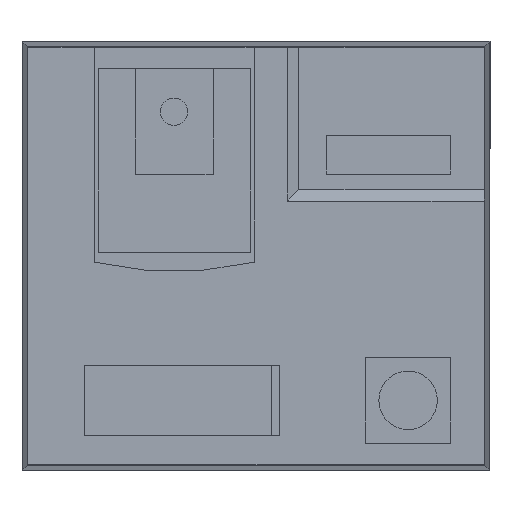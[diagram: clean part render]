
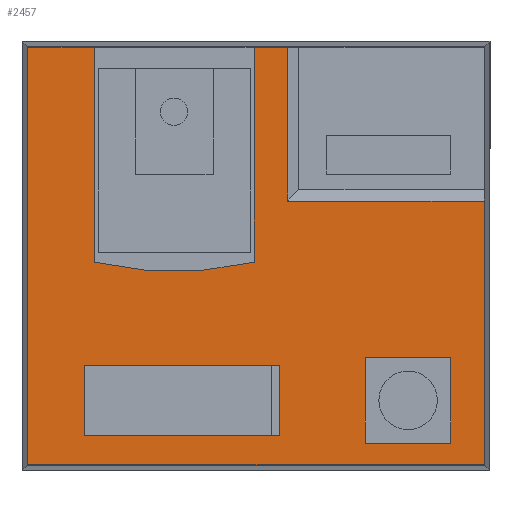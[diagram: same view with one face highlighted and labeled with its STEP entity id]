
A CAD part, front view. The second image highlights one B-rep face of the part: STEP entity #2457.
In plain terms, the highlighted planar face has unit normal (0, -1, 0).
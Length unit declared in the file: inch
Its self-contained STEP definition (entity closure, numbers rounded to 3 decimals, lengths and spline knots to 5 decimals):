
#13 = FACE_BOUND ( 'NONE', #2154, .T. ) ;
#16 = CARTESIAN_POINT ( 'NONE',  ( -0.415, -1.6, -0.01579 ) ) ;
#19 = ORIENTED_EDGE ( 'NONE', *, *, #3432, .T. ) ;
#28 = ORIENTED_EDGE ( 'NONE', *, *, #2139, .T. ) ;
#58 = CARTESIAN_POINT ( 'NONE',  ( -0.005, -1.6, 0.53502 ) ) ;
#88 = EDGE_CURVE ( 'NONE', #2302, #4650, #4698, .T. ) ;
#114 = VECTOR ( 'NONE', #4709, 39.37008 ) ;
#123 = VECTOR ( 'NONE', #349, 39.37008 ) ;
#144 = ORIENTED_EDGE ( 'NONE', *, *, #990, .F. ) ;
#195 = CARTESIAN_POINT ( 'NONE',  ( 0., -1.6, -0.48 ) ) ;
#256 = LINE ( 'NONE', #2613, #2203 ) ;
#271 = CARTESIAN_POINT ( 'NONE',  ( 0.28, -1.6, -0.48 ) ) ;
#300 = DIRECTION ( 'NONE',  ( 0., 0., -1. ) ) ;
#315 = DIRECTION ( 'NONE',  ( 0., 1., 0. ) ) ;
#349 = DIRECTION ( 'NONE',  ( 1., 0., 0. ) ) ;
#395 = ORIENTED_EDGE ( 'NONE', *, *, #88, .T. ) ;
#399 = FACE_OUTER_BOUND ( 'NONE', #2522, .T. ) ;
#404 = LINE ( 'NONE', #2688, #3455 ) ;
#471 = CARTESIAN_POINT ( 'NONE',  ( 0.58502, -1.6, 0.14094 ) ) ;
#543 = CARTESIAN_POINT ( 'NONE',  ( 0.58502, -1.6, -0.53502 ) ) ;
#582 = AXIS2_PLACEMENT_3D ( 'NONE', #2590, #315, #2943 ) ;
#586 = LINE ( 'NONE', #3517, #1500 ) ;
#593 = VECTOR ( 'NONE', #2704, 39.37008 ) ;
#623 = ORIENTED_EDGE ( 'NONE', *, *, #956, .T. ) ;
#628 = CARTESIAN_POINT ( 'NONE',  ( 0.5, -1.6, -0.48 ) ) ;
#635 = VERTEX_POINT ( 'NONE', #4453 ) ;
#690 = ORIENTED_EDGE ( 'NONE', *, *, #2166, .T. ) ;
#743 = ORIENTED_EDGE ( 'NONE', *, *, #3397, .F. ) ;
#806 = DIRECTION ( 'NONE',  ( 0., 0., -1. ) ) ;
#824 = VERTEX_POINT ( 'NONE', #4139 ) ;
#877 = CARTESIAN_POINT ( 'NONE',  ( 0.5, -1.6, 0. ) ) ;
#891 = DIRECTION ( 'NONE',  ( -1., 0., 0. ) ) ;
#934 = VERTEX_POINT ( 'NONE', #4247 ) ;
#956 = EDGE_CURVE ( 'NONE', #2003, #1979, #404, .T. ) ;
#990 = EDGE_CURVE ( 'NONE', #2093, #1979, #3912, .T. ) ;
#1040 = CARTESIAN_POINT ( 'NONE',  ( 0.28, -1.6, -0.26 ) ) ;
#1076 = VECTOR ( 'NONE', #1631, 39.37008 ) ;
#1097 = VECTOR ( 'NONE', #4739, 39.37008 ) ;
#1117 = CARTESIAN_POINT ( 'NONE',  ( 0., -1.6, -0.28 ) ) ;
#1120 = DIRECTION ( 'NONE',  ( 0., 0., 1. ) ) ;
#1124 = ORIENTED_EDGE ( 'NONE', *, *, #3652, .T. ) ;
#1153 = LINE ( 'NONE', #4484, #3784 ) ;
#1163 = CARTESIAN_POINT ( 'NONE',  ( -0.58502, -1.6, 0.53502 ) ) ;
#1174 = EDGE_CURVE ( 'NONE', #1227, #2788, #586, .T. ) ;
#1211 = PLANE ( 'NONE',  #2961 ) ;
#1227 = VERTEX_POINT ( 'NONE', #1570 ) ;
#1248 = DIRECTION ( 'NONE',  ( -1., 0., 0. ) ) ;
#1278 = ORIENTED_EDGE ( 'NONE', *, *, #2300, .F. ) ;
#1326 = VECTOR ( 'NONE', #1852, 39.37008 ) ;
#1346 = CARTESIAN_POINT ( 'NONE',  ( -0.58502, -1.6, -0.55 ) ) ;
#1500 = VECTOR ( 'NONE', #806, 39.37008 ) ;
#1532 = CARTESIAN_POINT ( 'NONE',  ( -0.005, -1.6, -0.01579 ) ) ;
#1570 = CARTESIAN_POINT ( 'NONE',  ( 0.06, -1.6, -0.28 ) ) ;
#1579 = ORIENTED_EDGE ( 'NONE', *, *, #1901, .T. ) ;
#1611 = LINE ( 'NONE', #2307, #1097 ) ;
#1631 = DIRECTION ( 'NONE',  ( 0., 0., 1. ) ) ;
#1706 = EDGE_CURVE ( 'NONE', #2093, #4274, #1153, .T. ) ;
#1711 = VERTEX_POINT ( 'NONE', #3640 ) ;
#1751 = LINE ( 'NONE', #4519, #1076 ) ;
#1771 = VERTEX_POINT ( 'NONE', #543 ) ;
#1852 = DIRECTION ( 'NONE',  ( -1., 0., 0. ) ) ;
#1867 = EDGE_CURVE ( 'NONE', #4274, #4691, #5001, .T. ) ;
#1901 = EDGE_CURVE ( 'NONE', #934, #2102, #256, .T. ) ;
#1908 = LINE ( 'NONE', #3749, #1326 ) ;
#1955 = CARTESIAN_POINT ( 'NONE',  ( 0., -1.6, 0. ) ) ;
#1979 = VERTEX_POINT ( 'NONE', #3410 ) ;
#2003 = VERTEX_POINT ( 'NONE', #3895 ) ;
#2093 = VERTEX_POINT ( 'NONE', #58 ) ;
#2102 = VERTEX_POINT ( 'NONE', #3123 ) ;
#2139 = EDGE_CURVE ( 'NONE', #4691, #824, #1751, .T. ) ;
#2154 = EDGE_LOOP ( 'NONE', ( #19, #1124, #690, #395 ) ) ;
#2166 = EDGE_CURVE ( 'NONE', #4949, #2302, #4761, .T. ) ;
#2203 = VECTOR ( 'NONE', #3382, 39.37008 ) ;
#2265 = ORIENTED_EDGE ( 'NONE', *, *, #3934, .T. ) ;
#2300 = EDGE_CURVE ( 'NONE', #4675, #824, #4547, .T. ) ;
#2302 = VERTEX_POINT ( 'NONE', #271 ) ;
#2307 = CARTESIAN_POINT ( 'NONE',  ( 0., -1.6, 0.14094 ) ) ;
#2320 = CARTESIAN_POINT ( 'NONE',  ( 0.58502, -1.6, 0. ) ) ;
#2326 = VECTOR ( 'NONE', #4522, 39.37008 ) ;
#2346 = EDGE_CURVE ( 'NONE', #2899, #1771, #4185, .T. ) ;
#2457 = ADVANCED_FACE ( 'FACE157', ( #3108, #13, #399 ), #1211, .T. ) ;
#2485 = LINE ( 'NONE', #4386, #4451 ) ;
#2522 = EDGE_LOOP ( 'NONE', ( #623, #144, #2701, #4601, #28, #1278, #743, #3365, #3097, #2265 ) ) ;
#2590 = CARTESIAN_POINT ( 'NONE',  ( -0.21, -1.6, 0.84 ) ) ;
#2613 = CARTESIAN_POINT ( 'NONE',  ( -0.44, -1.6, 0. ) ) ;
#2661 = CARTESIAN_POINT ( 'NONE',  ( 0., -1.6, -0.26 ) ) ;
#2688 = CARTESIAN_POINT ( 'NONE',  ( 0.08094, -1.6, 0. ) ) ;
#2701 = ORIENTED_EDGE ( 'NONE', *, *, #1706, .T. ) ;
#2704 = DIRECTION ( 'NONE',  ( 1., 0., 0. ) ) ;
#2780 = DIRECTION ( 'NONE',  ( 1., 0., 0. ) ) ;
#2788 = VERTEX_POINT ( 'NONE', #3799 ) ;
#2793 = DIRECTION ( 'NONE',  ( 0., 0., 1. ) ) ;
#2899 = VERTEX_POINT ( 'NONE', #471 ) ;
#2943 = DIRECTION ( 'NONE',  ( -1., 0., 0. ) ) ;
#2961 = AXIS2_PLACEMENT_3D ( 'NONE', #1955, #4706, #2780 ) ;
#3055 = EDGE_CURVE ( 'NONE', #2788, #934, #1908, .T. ) ;
#3097 = ORIENTED_EDGE ( 'NONE', *, *, #2346, .F. ) ;
#3108 = FACE_BOUND ( 'NONE', #3796, .T. ) ;
#3123 = CARTESIAN_POINT ( 'NONE',  ( -0.44, -1.6, -0.28 ) ) ;
#3254 = LINE ( 'NONE', #877, #5027 ) ;
#3261 = ORIENTED_EDGE ( 'NONE', *, *, #4658, .T. ) ;
#3365 = ORIENTED_EDGE ( 'NONE', *, *, #3968, .F. ) ;
#3369 = VECTOR ( 'NONE', #1248, 39.37008 ) ;
#3382 = DIRECTION ( 'NONE',  ( 0., 0., 1. ) ) ;
#3395 = CARTESIAN_POINT ( 'NONE',  ( -0.6, -1.6, 0.53502 ) ) ;
#3397 = EDGE_CURVE ( 'NONE', #1711, #4675, #4858, .T. ) ;
#3410 = CARTESIAN_POINT ( 'NONE',  ( 0.08094, -1.6, 0.53502 ) ) ;
#3432 = EDGE_CURVE ( 'NONE', #4650, #635, #5063, .T. ) ;
#3444 = LINE ( 'NONE', #1117, #4596 ) ;
#3455 = VECTOR ( 'NONE', #1120, 39.37008 ) ;
#3480 = ORIENTED_EDGE ( 'NONE', *, *, #3055, .T. ) ;
#3517 = CARTESIAN_POINT ( 'NONE',  ( 0.06, -1.6, 0. ) ) ;
#3640 = CARTESIAN_POINT ( 'NONE',  ( -0.58502, -1.6, -0.53502 ) ) ;
#3652 = EDGE_CURVE ( 'NONE', #635, #4949, #3254, .T. ) ;
#3686 = DIRECTION ( 'NONE',  ( 0., 0., -1. ) ) ;
#3749 = CARTESIAN_POINT ( 'NONE',  ( 0., -1.6, -0.46 ) ) ;
#3784 = VECTOR ( 'NONE', #4460, 39.37008 ) ;
#3796 = EDGE_LOOP ( 'NONE', ( #3261, #4419, #3480, #1579 ) ) ;
#3799 = CARTESIAN_POINT ( 'NONE',  ( 0.06, -1.6, -0.46 ) ) ;
#3859 = CARTESIAN_POINT ( 'NONE',  ( -0.6, -1.6, 0.53502 ) ) ;
#3862 = VECTOR ( 'NONE', #300, 39.37008 ) ;
#3872 = CARTESIAN_POINT ( 'NONE',  ( 0.28, -1.6, 0. ) ) ;
#3895 = CARTESIAN_POINT ( 'NONE',  ( 0.08094, -1.6, 0.14094 ) ) ;
#3912 = LINE ( 'NONE', #3859, #114 ) ;
#3934 = EDGE_CURVE ( 'NONE', #2899, #2003, #1611, .T. ) ;
#3968 = EDGE_CURVE ( 'NONE', #1771, #1711, #2485, .T. ) ;
#4139 = CARTESIAN_POINT ( 'NONE',  ( -0.415, -1.6, 0.53502 ) ) ;
#4185 = LINE ( 'NONE', #2320, #3862 ) ;
#4247 = CARTESIAN_POINT ( 'NONE',  ( -0.44, -1.6, -0.46 ) ) ;
#4274 = VERTEX_POINT ( 'NONE', #1532 ) ;
#4386 = CARTESIAN_POINT ( 'NONE',  ( 0.6, -1.6, -0.53502 ) ) ;
#4419 = ORIENTED_EDGE ( 'NONE', *, *, #1174, .T. ) ;
#4451 = VECTOR ( 'NONE', #891, 39.37008 ) ;
#4453 = CARTESIAN_POINT ( 'NONE',  ( 0.5, -1.6, -0.26 ) ) ;
#4460 = DIRECTION ( 'NONE',  ( 0., 0., -1. ) ) ;
#4484 = CARTESIAN_POINT ( 'NONE',  ( -0.005, -1.6, 0. ) ) ;
#4519 = CARTESIAN_POINT ( 'NONE',  ( -0.415, -1.6, 0. ) ) ;
#4522 = DIRECTION ( 'NONE',  ( 0., 0., 1. ) ) ;
#4547 = LINE ( 'NONE', #3395, #593 ) ;
#4596 = VECTOR ( 'NONE', #4708, 39.37008 ) ;
#4601 = ORIENTED_EDGE ( 'NONE', *, *, #1867, .T. ) ;
#4615 = VECTOR ( 'NONE', #2793, 39.37008 ) ;
#4650 = VERTEX_POINT ( 'NONE', #1040 ) ;
#4658 = EDGE_CURVE ( 'NONE', #2102, #1227, #3444, .T. ) ;
#4675 = VERTEX_POINT ( 'NONE', #1163 ) ;
#4691 = VERTEX_POINT ( 'NONE', #16 ) ;
#4698 = LINE ( 'NONE', #3872, #4615 ) ;
#4706 = DIRECTION ( 'NONE',  ( 0., -1., 0. ) ) ;
#4708 = DIRECTION ( 'NONE',  ( 1., 0., 0. ) ) ;
#4709 = DIRECTION ( 'NONE',  ( 1., 0., 0. ) ) ;
#4739 = DIRECTION ( 'NONE',  ( -1., 0., 0. ) ) ;
#4761 = LINE ( 'NONE', #195, #3369 ) ;
#4858 = LINE ( 'NONE', #1346, #2326 ) ;
#4949 = VERTEX_POINT ( 'NONE', #628 ) ;
#5001 = CIRCLE ( 'NONE', #582, 0.88 ) ;
#5027 = VECTOR ( 'NONE', #3686, 39.37008 ) ;
#5063 = LINE ( 'NONE', #2661, #123 ) ;
